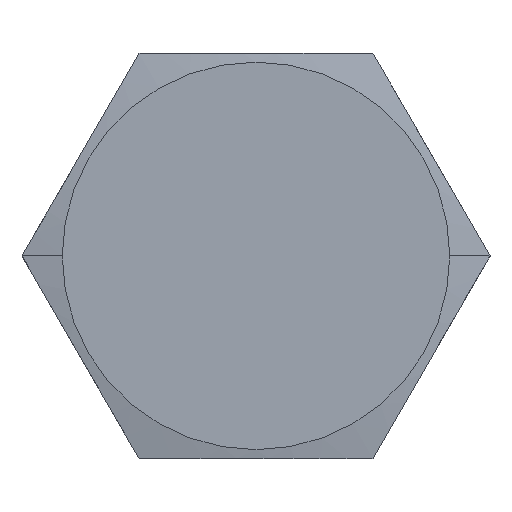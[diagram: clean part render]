
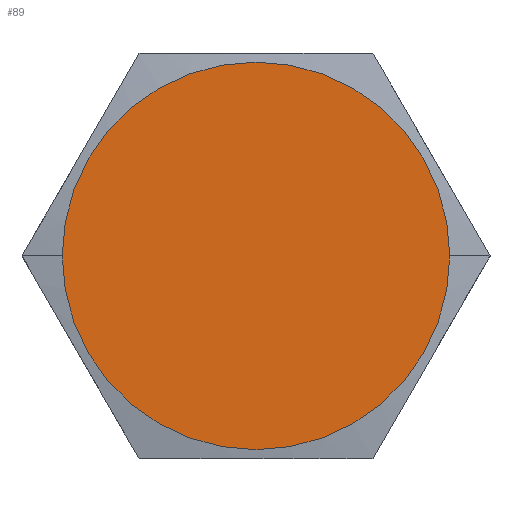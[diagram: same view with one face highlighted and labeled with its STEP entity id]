
A CAD part, top view. The second image highlights one B-rep face of the part: STEP entity #89.
In plain terms, the highlighted planar face has unit normal (0, 0, 1).
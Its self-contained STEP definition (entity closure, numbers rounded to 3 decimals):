
#22 = EDGE_CURVE ( 'NONE', #23, #162, #316, .T. ) ;
#23 = VERTEX_POINT ( 'NONE', #311 ) ;
#78 = ORIENTED_EDGE ( 'NONE', *, *, #22, .T. ) ;
#89 = ADVANCED_FACE ( 'NONE', ( #432 ), #427, .F. ) ;
#91 = ORIENTED_EDGE ( 'NONE', *, *, #138, .T. ) ;
#108 = EDGE_LOOP ( 'NONE', ( #91, #78 ) ) ;
#138 = EDGE_CURVE ( 'NONE', #162, #23, #355, .T. ) ;
#162 = VERTEX_POINT ( 'NONE', #504 ) ;
#311 = CARTESIAN_POINT ( 'NONE',  ( 10.516, 0., 8.5 ) ) ;
#312 = DIRECTION ( 'NONE',  ( 1., 0., 0. ) ) ;
#313 = DIRECTION ( 'NONE',  ( 0., 0., 1. ) ) ;
#314 = CARTESIAN_POINT ( 'NONE',  ( 0., 0., 8.5 ) ) ;
#315 = AXIS2_PLACEMENT_3D ( 'NONE', #314, #313, #312 ) ;
#316 = CIRCLE ( 'NONE', #315, 10.516 ) ;
#354 = CARTESIAN_POINT ( 'NONE',  ( 0., 0., 8.5 ) ) ;
#355 = CIRCLE ( 'NONE', #359, 10.516 ) ;
#357 = DIRECTION ( 'NONE',  ( 1., 0., 0. ) ) ;
#358 = DIRECTION ( 'NONE',  ( 0., 0., 1. ) ) ;
#359 = AXIS2_PLACEMENT_3D ( 'NONE', #354, #358, #357 ) ;
#427 = PLANE ( 'NONE',  #431 ) ;
#431 = AXIS2_PLACEMENT_3D ( 'NONE', #442, #441, #440 ) ;
#432 = FACE_OUTER_BOUND ( 'NONE', #108, .T. ) ;
#440 = DIRECTION ( 'NONE',  ( -1., 0., 0. ) ) ;
#441 = DIRECTION ( 'NONE',  ( 0., 0., -1. ) ) ;
#442 = CARTESIAN_POINT ( 'NONE',  ( 0., 12.702, 8.5 ) ) ;
#504 = CARTESIAN_POINT ( 'NONE',  ( -10.516, 0., 8.5 ) ) ;
